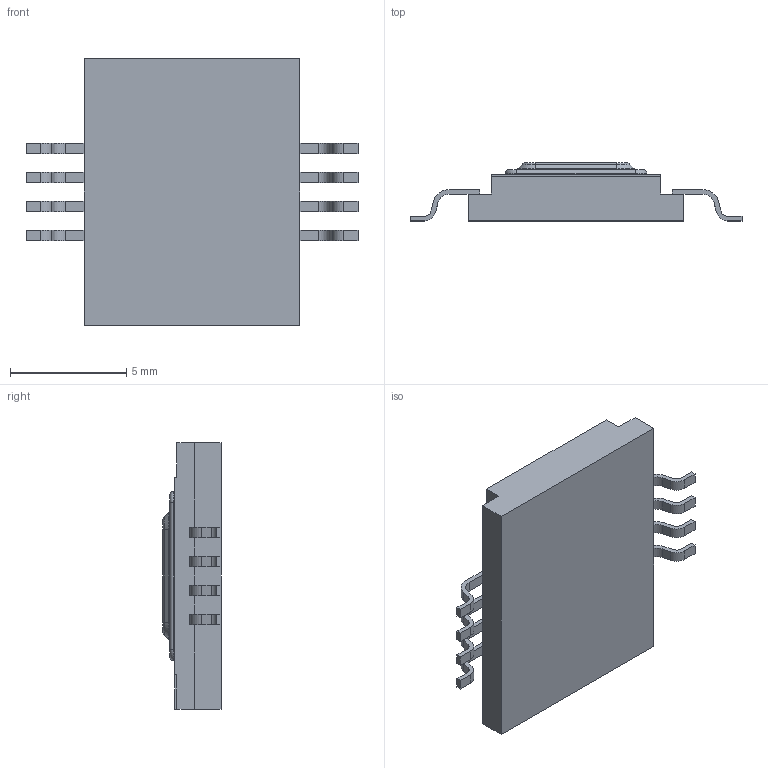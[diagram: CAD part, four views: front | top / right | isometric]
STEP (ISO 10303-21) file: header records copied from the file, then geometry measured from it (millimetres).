
FILE_DESCRIPTION (( 'STEP AP214' ), '1' );
FILE_NAME ('User Library-4112.8-1.01.STEP', '2017-09-22T12:00:02', ( 'Windows User' ), ( '' ), 'SwSTEP 2.0', 'SolidWorks 2017', '' );
FILE_SCHEMA (( 'AUTOMOTIVE_DESIGN' ));
Length unit declared in the file: millimetre
Products named in the file (1): User Library-4112.8-1.01
Bounding box: 14.3 x 2.5 x 11.5 mm (x, y, z)
Volume: 211.2 mm3; surface area: 334.8 mm2
Topology: 1 solids, 1 shells, 172 faces, 464 edges, 296 vertices
Faces by surface type: plane 108, cylinder 48, torus 12, cone 4
Entity records: 7270 total; most frequent: CARTESIAN_POINT 933, ORIENTED_EDGE 928, DIRECTION 926, EDGE_CURVE 464, LINE 348, VECTOR 348, VERTEX_POINT 296, AXIS2_PLACEMENT_3D 289
